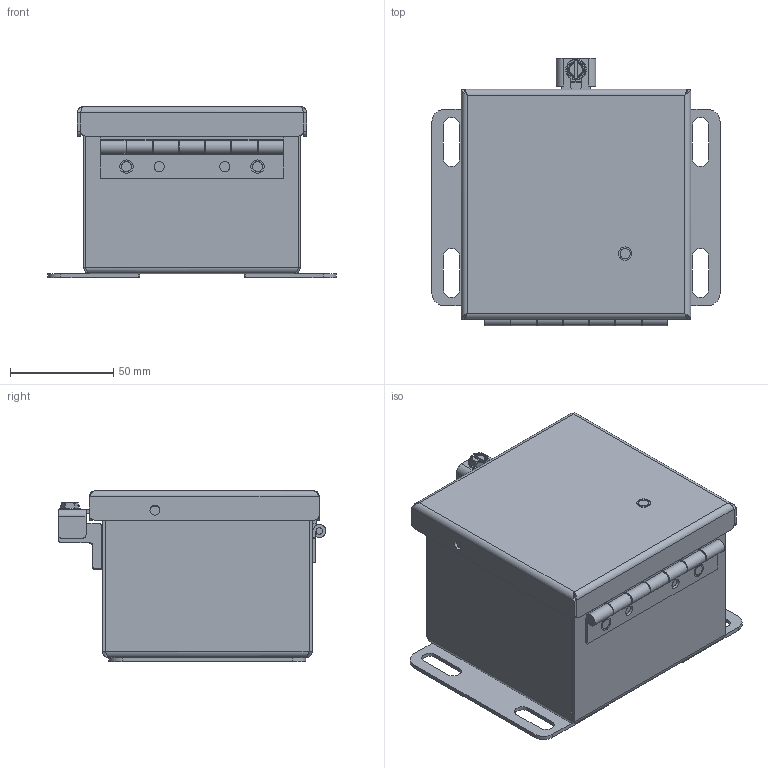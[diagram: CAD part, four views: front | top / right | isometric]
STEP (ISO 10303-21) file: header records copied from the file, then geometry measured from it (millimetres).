
FILE_DESCRIPTION (( 'STEP AP203' ), '1' );
FILE_NAME ('SCE-404CHNF.step', '2021-02-09T16:20:51', ( 'ADC123' ), ( 'Microsoft' ), 'SwSTEP 2.0', 'SolidWorks 2019', '' );
FILE_SCHEMA (( 'CONFIG_CONTROL_DESIGN' ));
Length unit declared in the file: inch
Products named in the file (1): SCE-404CHNF
Bounding box: 139.7 x 129.65 x 82.93 mm (x, y, z)
Surface area: 165960.5 mm2 (no closed solid volume)
Topology: 0 solids, 19 shells, 687 faces, 1797 edges, 1133 vertices
Faces by surface type: plane 316, cylinder 207, bspline 152, cone 12
Full cylindrical faces by diameter (mm): 3.124 x1, 4.763 x2, 4.775 x3, 4.826 x4, 4.902 x5, 4.905 x1, 6.502 x4, 7.112 x1, 7.14 x1, 10.058 x1
Entity records: 36962 total; most frequent: CARTESIAN_POINT 21644, ORIENTED_EDGE 3402, DIRECTION 2689, EDGE_CURVE 1709, VERTEX_POINT 1108, AXIS2_PLACEMENT_3D 901, LINE 887, VECTOR 887
